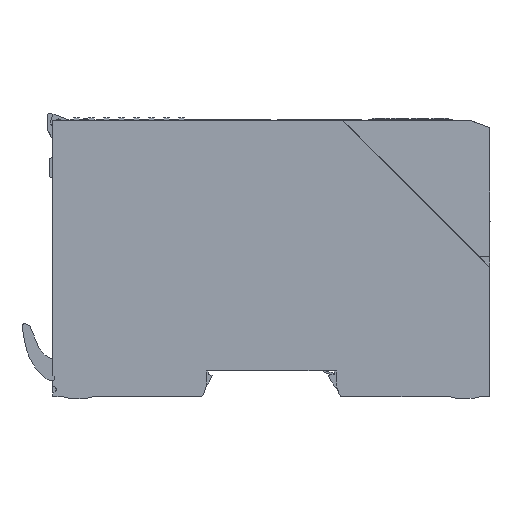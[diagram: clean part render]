
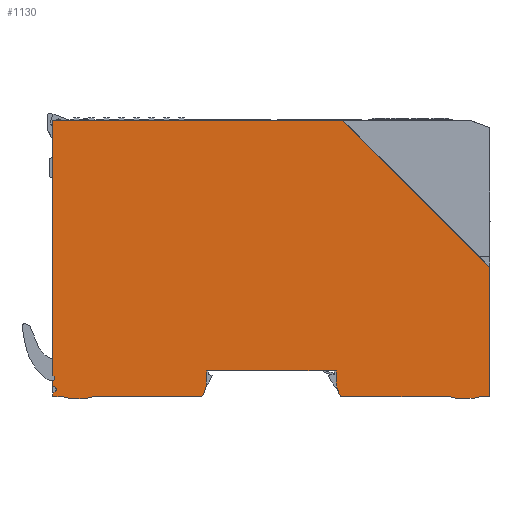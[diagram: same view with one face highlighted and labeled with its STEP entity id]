
A CAD part, left-side view. The second image highlights one B-rep face of the part: STEP entity #1130.
In plain terms, the highlighted planar face has unit normal (-1, 0, 0).
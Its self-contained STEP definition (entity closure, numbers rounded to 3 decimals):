
#959=AXIS2_PLACEMENT_3D('Plane Axis2P3D',#956,#957,#958) ;
#984=AXIS2_PLACEMENT_3D('Circle Axis2P3D',#982,#983,$) ;
#1005=AXIS2_PLACEMENT_3D('Circle Axis2P3D',#1003,#1004,$) ;
#1033=AXIS2_PLACEMENT_3D('Circle Axis2P3D',#1031,#1032,$) ;
#1047=AXIS2_PLACEMENT_3D('Circle Axis2P3D',#1045,#1046,$) ;
#1075=AXIS2_PLACEMENT_3D('Circle Axis2P3D',#1073,#1074,$) ;
#1089=AXIS2_PLACEMENT_3D('Circle Axis2P3D',#1087,#1088,$) ;
#166=CARTESIAN_POINT('Line Origine',(0.,20.125,56.)) ;
#170=CARTESIAN_POINT('Vertex',(0.,0.,35.875)) ;
#172=CARTESIAN_POINT('Vertex',(0.,40.25,76.125)) ;
#956=CARTESIAN_POINT('Axis2P3D Location',(0.,0.,-8.094)) ;
#961=CARTESIAN_POINT('Line Origine',(0.,79.875,76.125)) ;
#965=CARTESIAN_POINT('Vertex',(0.,119.5,76.125)) ;
#968=CARTESIAN_POINT('Line Origine',(0.,119.5,41.297)) ;
#972=CARTESIAN_POINT('Vertex',(0.,119.5,6.469)) ;
#975=CARTESIAN_POINT('Line Origine',(0.,119.317,6.251)) ;
#979=CARTESIAN_POINT('Vertex',(0.,119.134,6.033)) ;
#982=CARTESIAN_POINT('Axis2P3D Location',(0.,119.671,5.584)) ;
#986=CARTESIAN_POINT('Vertex',(0.,119.5,4.905)) ;
#989=CARTESIAN_POINT('Line Origine',(0.,119.5,4.081)) ;
#993=CARTESIAN_POINT('Vertex',(0.,119.5,3.258)) ;
#996=CARTESIAN_POINT('Line Origine',(0.,119.352,3.258)) ;
#1000=CARTESIAN_POINT('Vertex',(0.,119.205,3.258)) ;
#1003=CARTESIAN_POINT('Axis2P3D Location',(0.,119.205,2.558)) ;
#1007=CARTESIAN_POINT('Vertex',(0.,118.855,1.952)) ;
#1010=CARTESIAN_POINT('Line Origine',(0.,119.177,1.766)) ;
#1014=CARTESIAN_POINT('Vertex',(0.,119.5,1.58)) ;
#1017=CARTESIAN_POINT('Line Origine',(0.,119.5,1.09)) ;
#1021=CARTESIAN_POINT('Vertex',(0.,119.5,0.6)) ;
#1024=CARTESIAN_POINT('Line Origine',(0.,118.322,0.6)) ;
#1028=CARTESIAN_POINT('Vertex',(0.,117.143,0.6)) ;
#1031=CARTESIAN_POINT('Axis2P3D Location',(0.,112.6,17.5)) ;
#1035=CARTESIAN_POINT('Vertex',(0.,108.057,0.6)) ;
#1038=CARTESIAN_POINT('Line Origine',(0.,93.399,0.6)) ;
#1042=CARTESIAN_POINT('Vertex',(0.,78.741,0.6)) ;
#1045=CARTESIAN_POINT('Axis2P3D Location',(0.,85.001,4.731)) ;
#1049=CARTESIAN_POINT('Vertex',(0.,77.502,4.6)) ;
#1052=CARTESIAN_POINT('Line Origine',(0.,77.476,6.1)) ;
#1056=CARTESIAN_POINT('Vertex',(0.,77.45,7.6)) ;
#1059=CARTESIAN_POINT('Line Origine',(0.,59.75,7.6)) ;
#1063=CARTESIAN_POINT('Vertex',(0.,42.05,7.6)) ;
#1066=CARTESIAN_POINT('Line Origine',(0.,42.024,6.1)) ;
#1070=CARTESIAN_POINT('Vertex',(0.,41.998,4.6)) ;
#1073=CARTESIAN_POINT('Axis2P3D Location',(0.,34.499,4.731)) ;
#1077=CARTESIAN_POINT('Vertex',(0.,40.759,0.6)) ;
#1080=CARTESIAN_POINT('Line Origine',(0.,26.101,0.6)) ;
#1084=CARTESIAN_POINT('Vertex',(0.,11.443,0.6)) ;
#1087=CARTESIAN_POINT('Axis2P3D Location',(0.,6.9,17.5)) ;
#1091=CARTESIAN_POINT('Vertex',(0.,2.357,0.6)) ;
#1094=CARTESIAN_POINT('Line Origine',(0.,1.178,0.6)) ;
#1098=CARTESIAN_POINT('Vertex',(0.,0.,0.6)) ;
#1101=CARTESIAN_POINT('Line Origine',(0.,0.,18.238)) ;
#167=DIRECTION('Vector Direction',(0.,-0.707,-0.707)) ;
#957=DIRECTION('Axis2P3D Direction',(-1.,0.,0.)) ;
#958=DIRECTION('Axis2P3D XDirection',(0.,0.,1.)) ;
#962=DIRECTION('Vector Direction',(0.,1.,0.)) ;
#969=DIRECTION('Vector Direction',(0.,0.,-1.)) ;
#976=DIRECTION('Vector Direction',(0.,-0.643,-0.766)) ;
#983=DIRECTION('Axis2P3D Direction',(-1.,0.,0.)) ;
#990=DIRECTION('Vector Direction',(0.,0.,-1.)) ;
#997=DIRECTION('Vector Direction',(0.,-1.,0.)) ;
#1004=DIRECTION('Axis2P3D Direction',(-1.,0.,0.)) ;
#1011=DIRECTION('Vector Direction',(0.,-0.866,0.5)) ;
#1018=DIRECTION('Vector Direction',(0.,0.,-1.)) ;
#1025=DIRECTION('Vector Direction',(0.,1.,0.)) ;
#1032=DIRECTION('Axis2P3D Direction',(-1.,0.,0.)) ;
#1039=DIRECTION('Vector Direction',(0.,1.,0.)) ;
#1046=DIRECTION('Axis2P3D Direction',(-1.,0.,0.)) ;
#1053=DIRECTION('Vector Direction',(0.,-0.017,1.)) ;
#1060=DIRECTION('Vector Direction',(0.,-1.,0.)) ;
#1067=DIRECTION('Vector Direction',(0.,-0.017,-1.)) ;
#1074=DIRECTION('Axis2P3D Direction',(-1.,0.,0.)) ;
#1081=DIRECTION('Vector Direction',(0.,1.,0.)) ;
#1088=DIRECTION('Axis2P3D Direction',(-1.,0.,0.)) ;
#1095=DIRECTION('Vector Direction',(0.,1.,0.)) ;
#1102=DIRECTION('Vector Direction',(0.,0.,1.)) ;
#168=VECTOR('Line Direction',#167,1.) ;
#963=VECTOR('Line Direction',#962,1.) ;
#970=VECTOR('Line Direction',#969,1.) ;
#977=VECTOR('Line Direction',#976,1.) ;
#991=VECTOR('Line Direction',#990,1.) ;
#998=VECTOR('Line Direction',#997,1.) ;
#1012=VECTOR('Line Direction',#1011,1.) ;
#1019=VECTOR('Line Direction',#1018,1.) ;
#1026=VECTOR('Line Direction',#1025,1.) ;
#1040=VECTOR('Line Direction',#1039,1.) ;
#1054=VECTOR('Line Direction',#1053,1.) ;
#1061=VECTOR('Line Direction',#1060,1.) ;
#1068=VECTOR('Line Direction',#1067,1.) ;
#1082=VECTOR('Line Direction',#1081,1.) ;
#1096=VECTOR('Line Direction',#1095,1.) ;
#1103=VECTOR('Line Direction',#1102,1.) ;
#1107=ORIENTED_EDGE('',*,*,#174,.T.) ;
#1108=ORIENTED_EDGE('',*,*,#967,.T.) ;
#1109=ORIENTED_EDGE('',*,*,#974,.T.) ;
#1110=ORIENTED_EDGE('',*,*,#981,.T.) ;
#1111=ORIENTED_EDGE('',*,*,#988,.T.) ;
#1112=ORIENTED_EDGE('',*,*,#995,.T.) ;
#1113=ORIENTED_EDGE('',*,*,#1002,.T.) ;
#1114=ORIENTED_EDGE('',*,*,#1009,.T.) ;
#1115=ORIENTED_EDGE('',*,*,#1016,.F.) ;
#1116=ORIENTED_EDGE('',*,*,#1023,.T.) ;
#1117=ORIENTED_EDGE('',*,*,#1030,.F.) ;
#1118=ORIENTED_EDGE('',*,*,#1037,.F.) ;
#1119=ORIENTED_EDGE('',*,*,#1044,.F.) ;
#1120=ORIENTED_EDGE('',*,*,#1051,.F.) ;
#1121=ORIENTED_EDGE('',*,*,#1058,.T.) ;
#1122=ORIENTED_EDGE('',*,*,#1065,.T.) ;
#1123=ORIENTED_EDGE('',*,*,#1072,.T.) ;
#1124=ORIENTED_EDGE('',*,*,#1079,.F.) ;
#1125=ORIENTED_EDGE('',*,*,#1086,.F.) ;
#1126=ORIENTED_EDGE('',*,*,#1093,.F.) ;
#1127=ORIENTED_EDGE('',*,*,#1100,.F.) ;
#1128=ORIENTED_EDGE('',*,*,#1105,.T.) ;
#1130=ADVANCED_FACE('Koppler',(#1129),#960,.T.) ;
#985=CIRCLE('generated circle',#984,0.7) ;
#1006=CIRCLE('generated circle',#1005,0.7) ;
#1034=CIRCLE('generated circle',#1033,17.5) ;
#1048=CIRCLE('generated circle',#1047,7.5) ;
#1076=CIRCLE('generated circle',#1075,7.5) ;
#1090=CIRCLE('generated circle',#1089,17.5) ;
#174=EDGE_CURVE('',#171,#173,#169,.F.) ;
#967=EDGE_CURVE('',#173,#966,#964,.T.) ;
#974=EDGE_CURVE('',#966,#973,#971,.T.) ;
#981=EDGE_CURVE('',#973,#980,#978,.T.) ;
#988=EDGE_CURVE('',#980,#987,#985,.F.) ;
#995=EDGE_CURVE('',#987,#994,#992,.T.) ;
#1002=EDGE_CURVE('',#994,#1001,#999,.T.) ;
#1009=EDGE_CURVE('',#1001,#1008,#1006,.F.) ;
#1016=EDGE_CURVE('',#1015,#1008,#1013,.T.) ;
#1023=EDGE_CURVE('',#1015,#1022,#1020,.T.) ;
#1030=EDGE_CURVE('',#1029,#1022,#1027,.T.) ;
#1037=EDGE_CURVE('',#1036,#1029,#1034,.F.) ;
#1044=EDGE_CURVE('',#1043,#1036,#1041,.T.) ;
#1051=EDGE_CURVE('',#1050,#1043,#1048,.F.) ;
#1058=EDGE_CURVE('',#1050,#1057,#1055,.T.) ;
#1065=EDGE_CURVE('',#1057,#1064,#1062,.T.) ;
#1072=EDGE_CURVE('',#1064,#1071,#1069,.T.) ;
#1079=EDGE_CURVE('',#1078,#1071,#1076,.F.) ;
#1086=EDGE_CURVE('',#1085,#1078,#1083,.T.) ;
#1093=EDGE_CURVE('',#1092,#1085,#1090,.F.) ;
#1100=EDGE_CURVE('',#1099,#1092,#1097,.T.) ;
#1105=EDGE_CURVE('',#1099,#171,#1104,.T.) ;
#1106=EDGE_LOOP('',(#1107,#1108,#1109,#1110,#1111,#1112,#1113,#1114,#1115,#1116,#1117,#1118,#1119,#1120,#1121,#1122,#1123,#1124,#1125,#1126,#1127,#1128)) ;
#1129=FACE_OUTER_BOUND('',#1106,.T.) ;
#169=LINE('Line',#166,#168) ;
#964=LINE('Line',#961,#963) ;
#971=LINE('Line',#968,#970) ;
#978=LINE('Line',#975,#977) ;
#992=LINE('Line',#989,#991) ;
#999=LINE('Line',#996,#998) ;
#1013=LINE('Line',#1010,#1012) ;
#1020=LINE('Line',#1017,#1019) ;
#1027=LINE('Line',#1024,#1026) ;
#1041=LINE('Line',#1038,#1040) ;
#1055=LINE('Line',#1052,#1054) ;
#1062=LINE('Line',#1059,#1061) ;
#1069=LINE('Line',#1066,#1068) ;
#1083=LINE('Line',#1080,#1082) ;
#1097=LINE('Line',#1094,#1096) ;
#1104=LINE('Line',#1101,#1103) ;
#960=PLANE('',#959) ;
#171=VERTEX_POINT('',#170) ;
#173=VERTEX_POINT('',#172) ;
#966=VERTEX_POINT('',#965) ;
#973=VERTEX_POINT('',#972) ;
#980=VERTEX_POINT('',#979) ;
#987=VERTEX_POINT('',#986) ;
#994=VERTEX_POINT('',#993) ;
#1001=VERTEX_POINT('',#1000) ;
#1008=VERTEX_POINT('',#1007) ;
#1015=VERTEX_POINT('',#1014) ;
#1022=VERTEX_POINT('',#1021) ;
#1029=VERTEX_POINT('',#1028) ;
#1036=VERTEX_POINT('',#1035) ;
#1043=VERTEX_POINT('',#1042) ;
#1050=VERTEX_POINT('',#1049) ;
#1057=VERTEX_POINT('',#1056) ;
#1064=VERTEX_POINT('',#1063) ;
#1071=VERTEX_POINT('',#1070) ;
#1078=VERTEX_POINT('',#1077) ;
#1085=VERTEX_POINT('',#1084) ;
#1092=VERTEX_POINT('',#1091) ;
#1099=VERTEX_POINT('',#1098) ;
